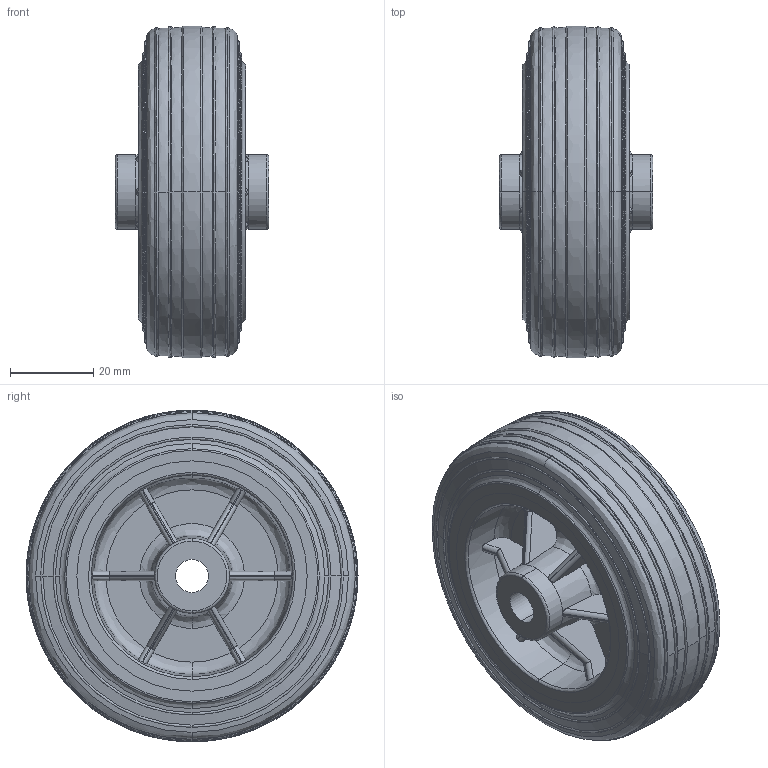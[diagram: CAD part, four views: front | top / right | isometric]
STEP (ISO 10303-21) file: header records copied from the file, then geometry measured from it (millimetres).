
FILE_DESCRIPTION (( 'STEP AP214' ), '1' );
FILE_NAME ('0014777.step', '2022-05-04T09:40:21', ( '' ), ( '' ), 'SwSTEP 2.0', 'SolidWorks 2020', '' );
FILE_SCHEMA (( 'AUTOMOTIVE_DESIGN' ));
Length unit declared in the file: millimetre
Products named in the file (1): 0014777
Bounding box: 37 x 80 x 79.96 mm (x, y, z)
Volume: 90910.7 mm3; surface area: 32065.4 mm2
Topology: 2 solids, 2 shells, 256 faces, 693 edges, 443 vertices
Faces by surface type: bspline 84, plane 66, cylinder 62, cone 30, torus 14
Entity records: 14229 total; most frequent: CARTESIAN_POINT 5561, ORIENTED_EDGE 1386, DIRECTION 1064, EDGE_CURVE 693, VERTEX_POINT 443, AXIS2_PLACEMENT_3D 438, CIRCLE 265, EDGE_LOOP 262
